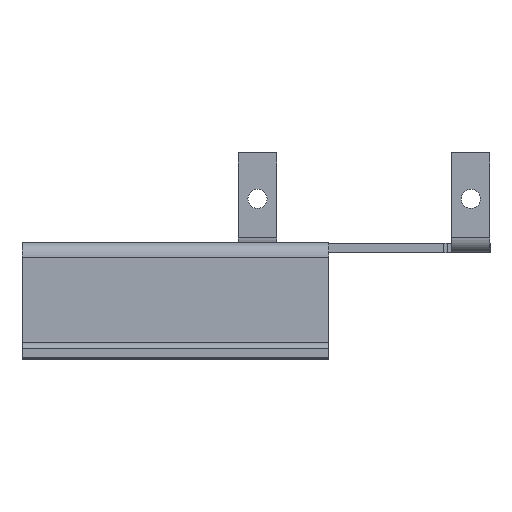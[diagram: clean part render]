
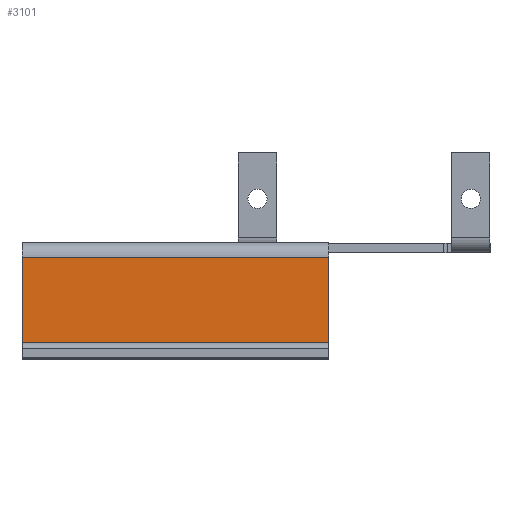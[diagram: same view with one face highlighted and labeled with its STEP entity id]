
A CAD part, top view. The second image highlights one B-rep face of the part: STEP entity #3101.
In plain terms, the highlighted planar face has unit normal (0, 0, 1).
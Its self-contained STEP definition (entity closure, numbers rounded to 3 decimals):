
#63 = PLANE ( 'NONE',  #1893 ) ;
#166 = EDGE_LOOP ( 'NONE', ( #1574, #272, #1273, #1659 ) ) ;
#272 = ORIENTED_EDGE ( 'NONE', *, *, #1082, .T. ) ;
#371 = VECTOR ( 'NONE', #1426, 1000. ) ;
#532 = LINE ( 'NONE', #3202, #3018 ) ;
#712 = LINE ( 'NONE', #1693, #371 ) ;
#1025 = LINE ( 'NONE', #3186, #2439 ) ;
#1065 = DIRECTION ( 'NONE',  ( 0., 1., 0. ) ) ;
#1082 = EDGE_CURVE ( 'NONE', #3517, #1392, #1025, .T. ) ;
#1149 = VERTEX_POINT ( 'NONE', #2493 ) ;
#1248 = EDGE_CURVE ( 'NONE', #1579, #1392, #2344, .T. ) ;
#1273 = ORIENTED_EDGE ( 'NONE', *, *, #1248, .F. ) ;
#1392 = VERTEX_POINT ( 'NONE', #2247 ) ;
#1426 = DIRECTION ( 'NONE',  ( 0., -1., 0. ) ) ;
#1494 = DIRECTION ( 'NONE',  ( -1., 0., 0. ) ) ;
#1523 = EDGE_CURVE ( 'NONE', #3517, #1149, #712, .T. ) ;
#1574 = ORIENTED_EDGE ( 'NONE', *, *, #1523, .F. ) ;
#1579 = VERTEX_POINT ( 'NONE', #2192 ) ;
#1659 = ORIENTED_EDGE ( 'NONE', *, *, #1809, .F. ) ;
#1693 = CARTESIAN_POINT ( 'NONE',  ( 40., 0., -13.8 ) ) ;
#1809 = EDGE_CURVE ( 'NONE', #1149, #1579, #532, .T. ) ;
#1893 = AXIS2_PLACEMENT_3D ( 'NONE', #2868, #3428, #3417 ) ;
#1952 = CARTESIAN_POINT ( 'NONE',  ( 0., 13.8, -13.8 ) ) ;
#2192 = CARTESIAN_POINT ( 'NONE',  ( 0., 0.737, -13.8 ) ) ;
#2246 = VECTOR ( 'NONE', #1065, 1000. ) ;
#2247 = CARTESIAN_POINT ( 'NONE',  ( 0., 11.863, -13.8 ) ) ;
#2344 = LINE ( 'NONE', #1952, #2246 ) ;
#2375 = CARTESIAN_POINT ( 'NONE',  ( 40., 11.863, -13.8 ) ) ;
#2388 = DIRECTION ( 'NONE',  ( -1., 0., 0. ) ) ;
#2439 = VECTOR ( 'NONE', #2388, 1000. ) ;
#2493 = CARTESIAN_POINT ( 'NONE',  ( 40., 0.737, -13.8 ) ) ;
#2868 = CARTESIAN_POINT ( 'NONE',  ( 0., 0., -13.8 ) ) ;
#3018 = VECTOR ( 'NONE', #1494, 1000. ) ;
#3101 = ADVANCED_FACE ( 'NONE', ( #3518 ), #63, .T. ) ;
#3186 = CARTESIAN_POINT ( 'NONE',  ( 40., 11.863, -13.8 ) ) ;
#3202 = CARTESIAN_POINT ( 'NONE',  ( 40., 0.737, -13.8 ) ) ;
#3417 = DIRECTION ( 'NONE',  ( 0., -1., 0. ) ) ;
#3428 = DIRECTION ( 'NONE',  ( 0., 0., 1. ) ) ;
#3517 = VERTEX_POINT ( 'NONE', #2375 ) ;
#3518 = FACE_OUTER_BOUND ( 'NONE', #166, .T. ) ;
